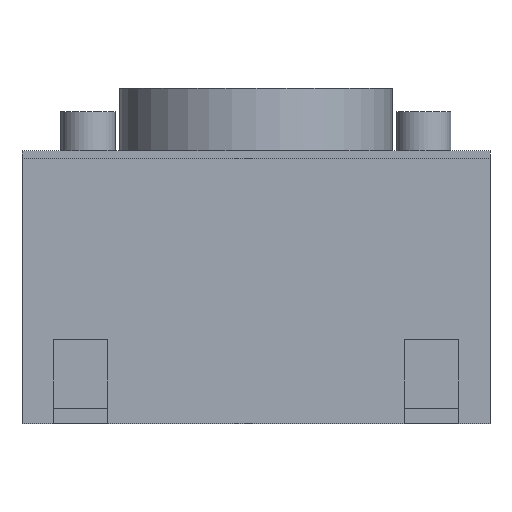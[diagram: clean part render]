
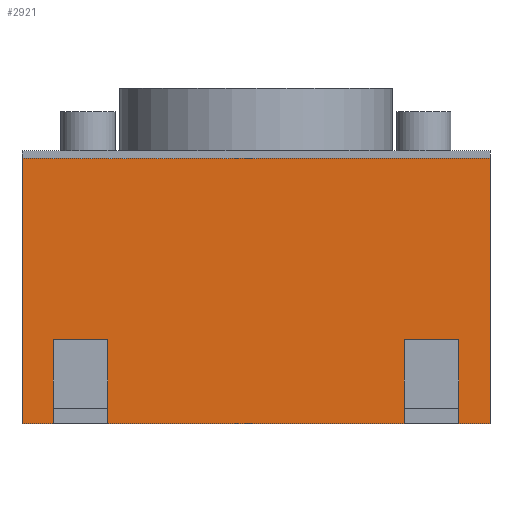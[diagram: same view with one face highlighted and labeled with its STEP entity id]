
A CAD part, front view. The second image highlights one B-rep face of the part: STEP entity #2921.
In plain terms, the highlighted planar face has unit normal (0, -1, 0).
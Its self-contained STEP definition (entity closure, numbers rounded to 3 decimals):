
#77 = ORIENTED_EDGE ( 'NONE', *, *, #253, .F. ) ;
#92 = ORIENTED_EDGE ( 'NONE', *, *, #1570, .F. ) ;
#124 = LINE ( 'NONE', #1392, #3102 ) ;
#144 = CARTESIAN_POINT ( 'NONE',  ( 6., 0., 0. ) ) ;
#253 = EDGE_CURVE ( 'NONE', #1918, #829, #2867, .T. ) ;
#338 = CARTESIAN_POINT ( 'NONE',  ( 0., 0., 3.4 ) ) ;
#583 = ORIENTED_EDGE ( 'NONE', *, *, #1512, .F. ) ;
#664 = PLANE ( 'NONE',  #1760 ) ;
#829 = VERTEX_POINT ( 'NONE', #144 ) ;
#851 = CARTESIAN_POINT ( 'NONE',  ( 6., 0., 3.4 ) ) ;
#916 = DIRECTION ( 'NONE',  ( 0., 1., 0. ) ) ;
#949 = CARTESIAN_POINT ( 'NONE',  ( 0., 0., 3.4 ) ) ;
#970 = FACE_OUTER_BOUND ( 'NONE', #2593, .T. ) ;
#971 = VERTEX_POINT ( 'NONE', #949 ) ;
#1040 = DIRECTION ( 'NONE',  ( 1., 0., 0. ) ) ;
#1131 = DIRECTION ( 'NONE',  ( 1., 0., 0. ) ) ;
#1235 = VECTOR ( 'NONE', #1399, 1000. ) ;
#1357 = CARTESIAN_POINT ( 'NONE',  ( 0., 0., 0. ) ) ;
#1392 = CARTESIAN_POINT ( 'NONE',  ( 0., 0., 0. ) ) ;
#1399 = DIRECTION ( 'NONE',  ( 0., 0., -1. ) ) ;
#1512 = EDGE_CURVE ( 'NONE', #2670, #971, #124, .T. ) ;
#1570 = EDGE_CURVE ( 'NONE', #971, #1918, #1858, .T. ) ;
#1589 = ORIENTED_EDGE ( 'NONE', *, *, #3144, .T. ) ;
#1594 = VECTOR ( 'NONE', #1040, 1000. ) ;
#1760 = AXIS2_PLACEMENT_3D ( 'NONE', #1964, #916, #2965 ) ;
#1825 = DIRECTION ( 'NONE',  ( 0., 0., 1. ) ) ;
#1858 = LINE ( 'NONE', #338, #2900 ) ;
#1918 = VERTEX_POINT ( 'NONE', #851 ) ;
#1964 = CARTESIAN_POINT ( 'NONE',  ( 0., 0., 0. ) ) ;
#1981 = LINE ( 'NONE', #1357, #1594 ) ;
#2104 = CARTESIAN_POINT ( 'NONE',  ( 6., 0., 0. ) ) ;
#2149 = CARTESIAN_POINT ( 'NONE',  ( 0., 0., 0. ) ) ;
#2593 = EDGE_LOOP ( 'NONE', ( #92, #583, #1589, #77 ) ) ;
#2670 = VERTEX_POINT ( 'NONE', #2149 ) ;
#2867 = LINE ( 'NONE', #2104, #1235 ) ;
#2900 = VECTOR ( 'NONE', #1131, 1000. ) ;
#2921 = ADVANCED_FACE ( 'NONE', ( #970 ), #664, .F. ) ;
#2965 = DIRECTION ( 'NONE',  ( 0., 0., 1. ) ) ;
#3102 = VECTOR ( 'NONE', #1825, 1000. ) ;
#3144 = EDGE_CURVE ( 'NONE', #2670, #829, #1981, .T. ) ;
